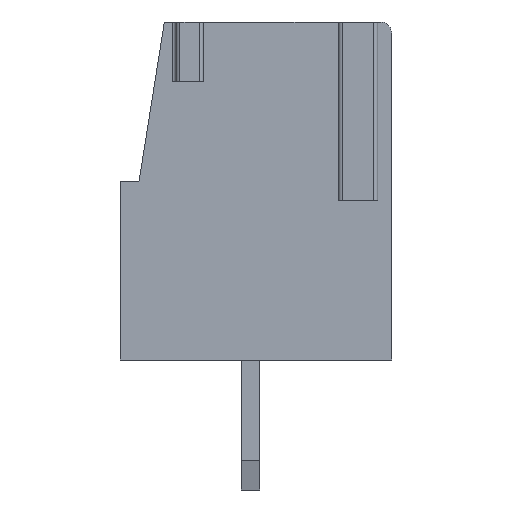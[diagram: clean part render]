
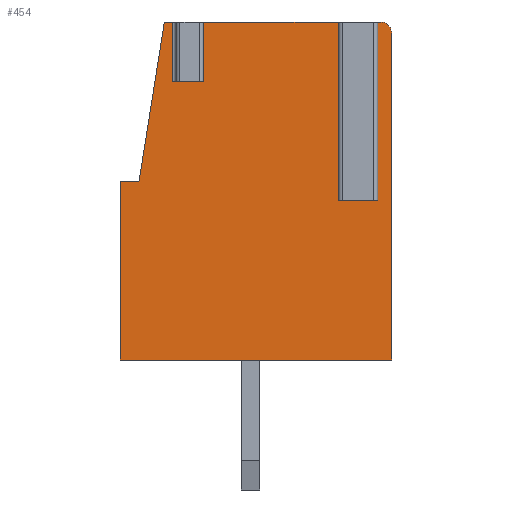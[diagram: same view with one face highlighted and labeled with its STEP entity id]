
A CAD part, left-side view. The second image highlights one B-rep face of the part: STEP entity #454.
In plain terms, the highlighted planar face has unit normal (-1, 0, 0).
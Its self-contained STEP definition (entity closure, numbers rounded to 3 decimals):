
#454=ADVANCED_FACE('',(#1045),#1046,.F.);
#1045=FACE_OUTER_BOUND('',#1768,.T.);
#1046=PLANE('',#1769);
#1768=EDGE_LOOP('',(#3107,#3108,#3109,#3110,#3111,#3112,#3113,#3114,#3115,#3116,#3117,#3118,#3119,#3120,#3121));
#1769=AXIS2_PLACEMENT_3D('',#3122,#3123,#3124);
#3107=ORIENTED_EDGE('',*,*,#4822,.F.);
#3108=ORIENTED_EDGE('',*,*,#4845,.F.);
#3109=ORIENTED_EDGE('',*,*,#4846,.F.);
#3110=ORIENTED_EDGE('',*,*,#4681,.F.);
#3111=ORIENTED_EDGE('',*,*,#4688,.F.);
#3112=ORIENTED_EDGE('',*,*,#4653,.F.);
#3113=ORIENTED_EDGE('',*,*,#4847,.F.);
#3114=ORIENTED_EDGE('',*,*,#4848,.F.);
#3115=ORIENTED_EDGE('',*,*,#4849,.F.);
#3116=ORIENTED_EDGE('',*,*,#4850,.T.);
#3117=ORIENTED_EDGE('',*,*,#4851,.T.);
#3118=ORIENTED_EDGE('',*,*,#4842,.F.);
#3119=ORIENTED_EDGE('',*,*,#4852,.F.);
#3120=ORIENTED_EDGE('',*,*,#4818,.T.);
#3121=ORIENTED_EDGE('',*,*,#4834,.T.);
#3122=CARTESIAN_POINT('',(-4.95,0.,0.));
#3123=DIRECTION('',(1.0,0.,0.));
#3124=DIRECTION('',(0.,1.0,0.));
#4653=EDGE_CURVE('',#5660,#5662,#5663,.T.);
#4681=EDGE_CURVE('',#5714,#5710,#5716,.T.);
#4688=EDGE_CURVE('',#5662,#5714,#5727,.T.);
#4818=EDGE_CURVE('',#5914,#5915,#5916,.T.);
#4822=EDGE_CURVE('',#5920,#5921,#5922,.T.);
#4834=EDGE_CURVE('',#5915,#5921,#5938,.T.);
#4842=EDGE_CURVE('',#5949,#5951,#5952,.T.);
#4845=EDGE_CURVE('',#5955,#5920,#5956,.T.);
#4846=EDGE_CURVE('',#5710,#5955,#5957,.T.);
#4847=EDGE_CURVE('',#5958,#5660,#5959,.T.);
#4848=EDGE_CURVE('',#5960,#5958,#5961,.T.);
#4849=EDGE_CURVE('',#5962,#5960,#5963,.T.);
#4850=EDGE_CURVE('',#5962,#5964,#5965,.T.);
#4851=EDGE_CURVE('',#5964,#5951,#5966,.T.);
#4852=EDGE_CURVE('',#5914,#5949,#5967,.T.);
#5660=VERTEX_POINT('',#7114);
#5662=VERTEX_POINT('',#7117);
#5663=LINE('',#7118,#7119);
#5710=VERTEX_POINT('',#7189);
#5714=VERTEX_POINT('',#7195);
#5716=LINE('',#7198,#7199);
#5727=LINE('',#7215,#7216);
#5914=VERTEX_POINT('',#7486);
#5915=VERTEX_POINT('',#7487);
#5916=LINE('',#7488,#7489);
#5920=VERTEX_POINT('',#7493);
#5921=VERTEX_POINT('',#7494);
#5922=LINE('',#7495,#7496);
#5938=LINE('',#7516,#7517);
#5949=VERTEX_POINT('',#7532);
#5951=VERTEX_POINT('',#7534);
#5952=LINE('',#7535,#7536);
#5955=VERTEX_POINT('',#7539);
#5956=LINE('',#7540,#7541);
#5957=LINE('',#7542,#7543);
#5958=VERTEX_POINT('',#7544);
#5959=LINE('',#7545,#7546);
#5960=VERTEX_POINT('',#7547);
#5961=CIRCLE('',#7548,0.3);
#5962=VERTEX_POINT('',#7549);
#5963=LINE('',#7550,#7551);
#5964=VERTEX_POINT('',#7552);
#5965=LINE('',#7553,#7554);
#5966=LINE('',#7555,#7556);
#5967=LINE('',#7557,#7558);
#7114=CARTESIAN_POINT('',(-4.95,-3.8,0.));
#7117=CARTESIAN_POINT('',(-4.95,3.5,0.));
#7118=CARTESIAN_POINT('',(-4.95,0.,0.));
#7119=VECTOR('',#8710,1000.0);
#7189=CARTESIAN_POINT('',(-4.95,3.0,4.8));
#7195=CARTESIAN_POINT('',(-4.95,3.5,4.8));
#7198=CARTESIAN_POINT('',(-4.95,0.,4.8));
#7199=VECTOR('',#8737,1000.0);
#7215=CARTESIAN_POINT('',(-4.95,3.5,0.));
#7216=VECTOR('',#8743,1000.0);
#7486=CARTESIAN_POINT('',(-4.95,1.373,9.1));
#7487=CARTESIAN_POINT('',(-4.95,1.373,7.5));
#7488=CARTESIAN_POINT('',(-4.95,1.373,0.));
#7489=VECTOR('',#8851,1000.0);
#7493=CARTESIAN_POINT('',(-4.95,2.1,9.1));
#7494=CARTESIAN_POINT('',(-4.95,2.1,7.5));
#7495=CARTESIAN_POINT('',(-4.95,2.1,0.));
#7496=VECTOR('',#8858,1000.0);
#7516=CARTESIAN_POINT('',(-4.95,0.,7.5));
#7517=VECTOR('',#8875,1000.0);
#7532=CARTESIAN_POINT('',(-4.95,-2.473,9.1));
#7534=CARTESIAN_POINT('',(-4.95,-2.473,4.3));
#7535=CARTESIAN_POINT('',(-4.95,-2.473,0.));
#7536=VECTOR('',#8883,1000.0);
#7539=CARTESIAN_POINT('',(-4.95,2.319,9.1));
#7540=CARTESIAN_POINT('',(-4.95,0.,9.1));
#7541=VECTOR('',#8887,1000.0);
#7542=CARTESIAN_POINT('',(-4.95,3.668,0.581));
#7543=VECTOR('',#8888,1000.0);
#7544=CARTESIAN_POINT('',(-4.95,-3.8,8.8));
#7545=CARTESIAN_POINT('',(-4.95,-3.8,0.));
#7546=VECTOR('',#8889,1000.0);
#7547=CARTESIAN_POINT('',(-4.95,-3.5,9.1));
#7548=AXIS2_PLACEMENT_3D('',#8890,#8891,#8892);
#7549=CARTESIAN_POINT('',(-4.95,-3.327,9.1));
#7550=CARTESIAN_POINT('',(-4.95,0.,9.1));
#7551=VECTOR('',#8893,1000.0);
#7552=CARTESIAN_POINT('',(-4.95,-3.327,4.3));
#7553=CARTESIAN_POINT('',(-4.95,-3.327,0.));
#7554=VECTOR('',#8894,1000.0);
#7555=CARTESIAN_POINT('',(-4.95,0.,4.3));
#7556=VECTOR('',#8895,1000.0);
#7557=CARTESIAN_POINT('',(-4.95,0.,9.1));
#7558=VECTOR('',#8896,1000.0);
#8710=DIRECTION('',(0.,1.0,0.));
#8737=DIRECTION('',(0.,-1.0,0.));
#8743=DIRECTION('',(0.,0.,1.0));
#8851=DIRECTION('',(0.,0.,-1.0));
#8858=DIRECTION('',(0.,0.,-1.0));
#8875=DIRECTION('',(0.,1.0,0.));
#8883=DIRECTION('',(0.,0.,-1.0));
#8887=DIRECTION('',(0.,-1.0,0.));
#8888=DIRECTION('',(0.,-0.156,0.988));
#8889=DIRECTION('',(0.,0.,-1.0));
#8890=CARTESIAN_POINT('',(-4.95,-3.5,8.8));
#8891=DIRECTION('',(1.0,0.,0.));
#8892=DIRECTION('',(0.,-1.0,0.));
#8893=DIRECTION('',(0.,-1.0,0.));
#8894=DIRECTION('',(0.,0.,-1.0));
#8895=DIRECTION('',(0.,1.0,0.));
#8896=DIRECTION('',(0.,-1.0,0.));
